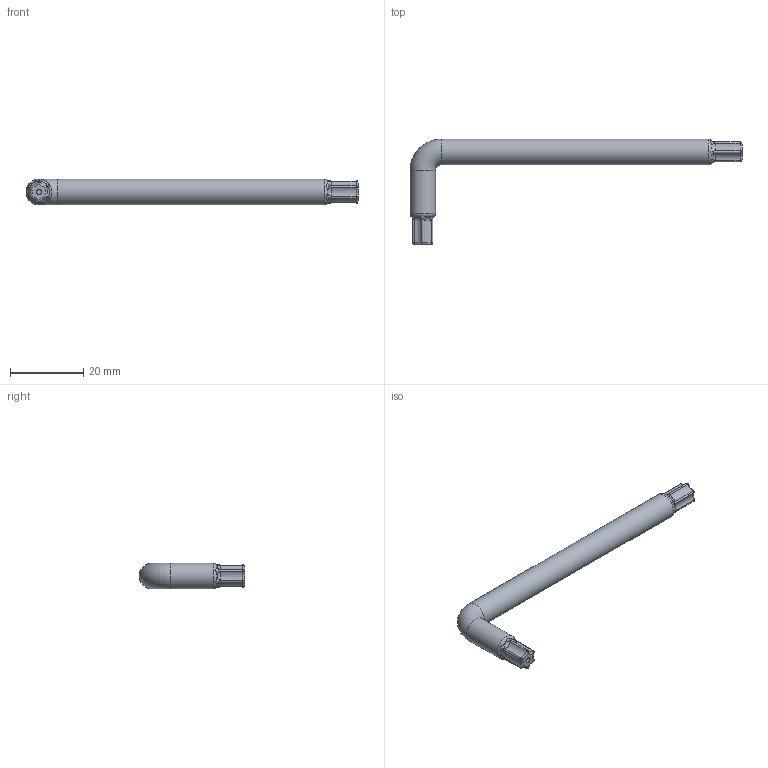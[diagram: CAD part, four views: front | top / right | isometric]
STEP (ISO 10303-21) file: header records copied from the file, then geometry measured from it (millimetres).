
FILE_DESCRIPTION(/* description */ (''),/* implementation_level */ '2;1');
FILE_NAME(/* name */ '23-100-0 v2.step',/* time_stamp */ '2020-10-12T09:10:54-04:00',/* author */ (''),/* organization */ (''),/* preprocessor_version */ 'ST-DEVELOPER v18.1',/* originating_system */ 'Autodesk Translation Framework v9.3.0.1241',/* authorisation */ '');
FILE_SCHEMA (('AUTOMOTIVE_DESIGN { 1 0 10303 214 3 1 1 }'));
Length unit declared in the file: millimetre
Products named in the file (1): 23-100-0
Bounding box: 90.81 x 28.9 x 7 mm (x, y, z)
Volume: 3952.6 mm3; surface area: 2504 mm2
Topology: 1 solids, 1 shells, 83 faces, 189 edges, 98 vertices
Faces by surface type: bspline 36, cylinder 28, torus 15, plane 4
Full cylindrical faces by diameter (mm): 1.4 x2, 7 x2
Entity records: 4113 total; most frequent: CARTESIAN_POINT 2502, ORIENTED_EDGE 354, DIRECTION 274, EDGE_CURVE 177, AXIS2_PLACEMENT_3D 123, VERTEX_POINT 98, EDGE_LOOP 85, FACE_OUTER_BOUND 83
